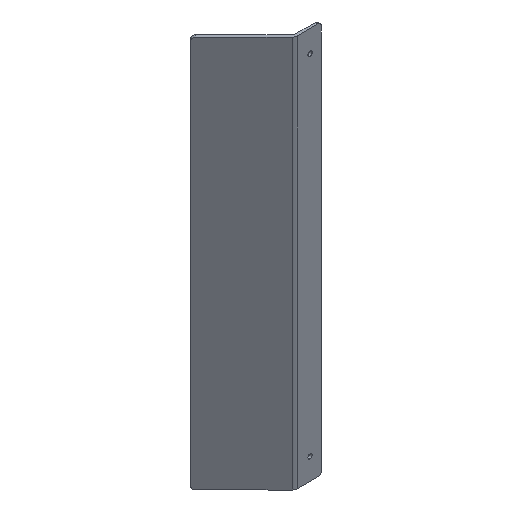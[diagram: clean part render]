
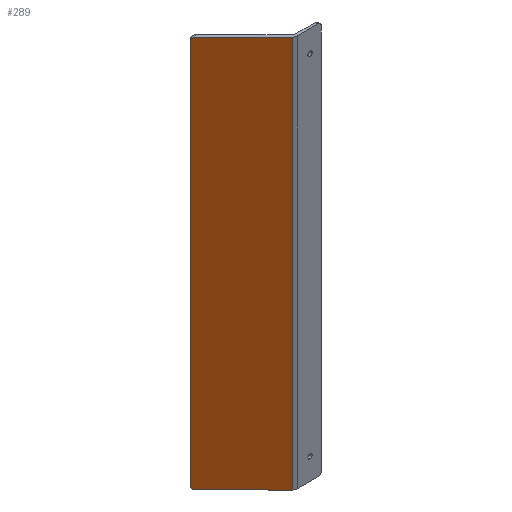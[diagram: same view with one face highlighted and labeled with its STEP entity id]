
A CAD part, isometric view. The second image highlights one B-rep face of the part: STEP entity #289.
In plain terms, the highlighted planar face has unit normal (-0.707, -0.707, 0).
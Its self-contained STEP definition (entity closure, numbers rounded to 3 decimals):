
#22=PLANE('',#311);
#31=FACE_OUTER_BOUND('',#47,.T.);
#47=EDGE_LOOP('',(#211,#212,#213,#214,#215,#216));
#69=LINE('',#439,#93);
#74=LINE('',#453,#98);
#75=LINE('',#457,#99);
#76=LINE('',#458,#100);
#93=VECTOR('',#349,39.184);
#98=VECTOR('',#360,221.);
#99=VECTOR('',#363,39.184);
#100=VECTOR('',#364,225.);
#116=CIRCLE('',#307,2.);
#119=CIRCLE('',#312,2.);
#133=VERTEX_POINT('',#432);
#134=VERTEX_POINT('',#434);
#135=VERTEX_POINT('',#438);
#141=VERTEX_POINT('',#452);
#142=VERTEX_POINT('',#454);
#143=VERTEX_POINT('',#456);
#161=EDGE_CURVE('',#133,#134,#116,.T.);
#163=EDGE_CURVE('',#135,#134,#69,.T.);
#170=EDGE_CURVE('',#141,#133,#74,.T.);
#171=EDGE_CURVE('',#142,#141,#119,.T.);
#172=EDGE_CURVE('',#142,#143,#75,.T.);
#173=EDGE_CURVE('',#143,#135,#76,.T.);
#211=ORIENTED_EDGE('',*,*,#161,.F.);
#212=ORIENTED_EDGE('',*,*,#170,.F.);
#213=ORIENTED_EDGE('',*,*,#171,.F.);
#214=ORIENTED_EDGE('',*,*,#172,.T.);
#215=ORIENTED_EDGE('',*,*,#173,.T.);
#216=ORIENTED_EDGE('',*,*,#163,.T.);
#289=ADVANCED_FACE('',(#31),#22,.T.);
#307=AXIS2_PLACEMENT_3D('',#435,#344,#345);
#311=AXIS2_PLACEMENT_3D('',#451,#358,#359);
#312=AXIS2_PLACEMENT_3D('',#455,#361,#362);
#344=DIRECTION('center_axis',(0.707,0.707,0.));
#345=DIRECTION('ref_axis',(-0.5,0.5,0.707));
#349=DIRECTION('',(-0.707,0.707,0.));
#358=DIRECTION('center_axis',(-0.707,-0.707,0.));
#359=DIRECTION('ref_axis',(0.,0.,1.));
#360=DIRECTION('',(0.,0.,1.));
#361=DIRECTION('center_axis',(0.707,0.707,0.));
#362=DIRECTION('ref_axis',(-0.5,0.5,-0.707));
#363=DIRECTION('',(0.707,-0.707,0.));
#364=DIRECTION('',(0.,0.,1.));
#432=CARTESIAN_POINT('',(-11.157,21.243,223.));
#434=CARTESIAN_POINT('',(-9.743,19.829,225.));
#435=CARTESIAN_POINT('Origin',(-9.743,19.829,223.));
#438=CARTESIAN_POINT('',(17.964,-7.878,225.));
#439=CARTESIAN_POINT('',(16.662,-6.575,225.));
#451=CARTESIAN_POINT('Origin',(17.964,-7.878,0.));
#452=CARTESIAN_POINT('',(-11.157,21.243,2.));
#453=CARTESIAN_POINT('',(-11.157,21.243,0.));
#454=CARTESIAN_POINT('',(-9.743,19.829,0.));
#455=CARTESIAN_POINT('Origin',(-9.743,19.829,2.));
#456=CARTESIAN_POINT('',(17.964,-7.878,0.));
#457=CARTESIAN_POINT('',(-11.157,21.243,0.));
#458=CARTESIAN_POINT('',(17.964,-7.878,0.));
